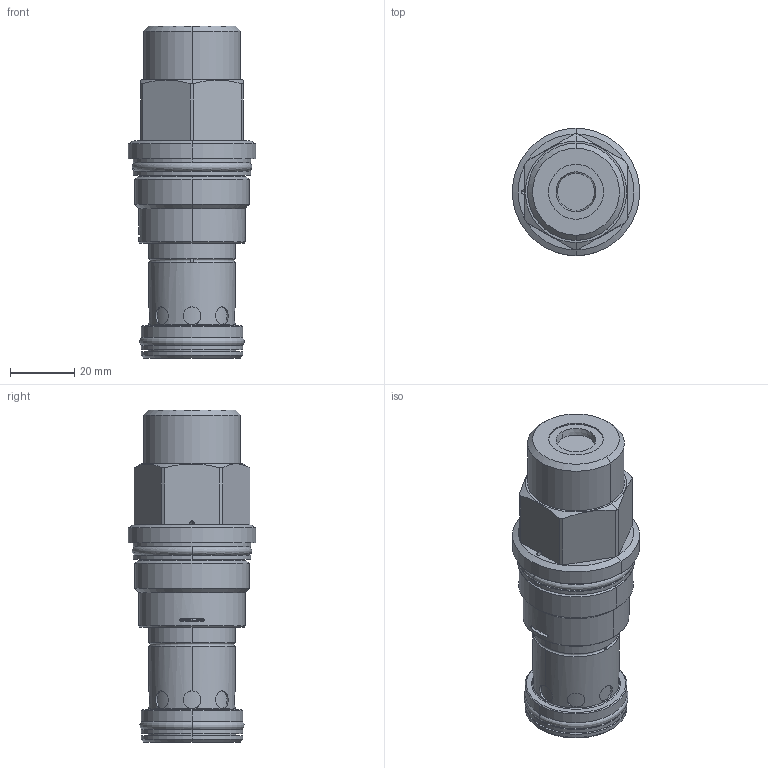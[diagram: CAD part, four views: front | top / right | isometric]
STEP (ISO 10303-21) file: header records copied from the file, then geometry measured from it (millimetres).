
FILE_DESCRIPTION((''),'2;1');
FILE_NAME('RPIDBBN_SW','2022-08-12T10:16:25',('SigMax'),(''),'CREO PARAMETRIC BY PTC INC, 2021072','CREO PARAMETRIC BY PTC INC, 2021072','');
FILE_SCHEMA(('AUTOMOTIVE_DESIGN { 1 0 10303 214 1 1 1 1 }'));
Length unit declared in the file: inch
Products named in the file (1): RPIDBBN_SW
Bounding box: 39.6 x 39.6 x 103.2 mm (x, y, z)
Volume: 80797.5 mm3; surface area: 18453.3 mm2
Topology: 2 solids, 3 shells, 189 faces, 450 edges, 277 vertices
Faces by surface type: cylinder 90, plane 35, cone 30, torus 28, revolution 6
Entity records: 8204 total; most frequent: CARTESIAN_POINT 2386, DIRECTION 939, ORIENTED_EDGE 900, EDGE_CURVE 450, AXIS2_PLACEMENT_3D 406, VERTEX_POINT 277, CIRCLE 223, EDGE_LOOP 207
